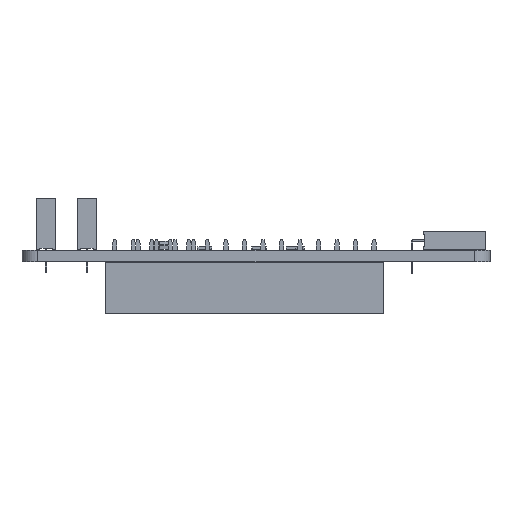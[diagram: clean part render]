
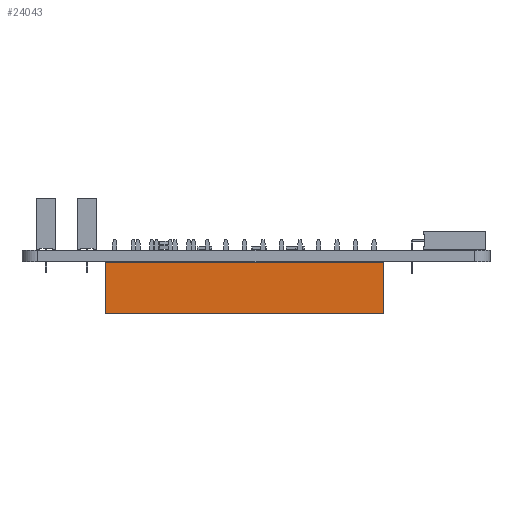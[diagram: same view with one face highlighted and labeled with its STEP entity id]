
A CAD part, left-side view. The second image highlights one B-rep face of the part: STEP entity #24043.
In plain terms, the highlighted face is planar.
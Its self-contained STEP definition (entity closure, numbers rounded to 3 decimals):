
#24043 = ADVANCED_FACE('',(#24044),#24058,.F.);
#24044 = FACE_BOUND('',#24045,.F.);
#24045 = EDGE_LOOP('',(#24046,#24081,#24109,#24137));
#24046 = ORIENTED_EDGE('',*,*,#24047,.T.);
#24047 = EDGE_CURVE('',#24048,#24050,#24052,.T.);
#24048 = VERTEX_POINT('',#24049);
#24049 = CARTESIAN_POINT('',(1.27,-36.83,0.));
#24050 = VERTEX_POINT('',#24051);
#24051 = CARTESIAN_POINT('',(1.27,-36.83,7.));
#24052 = SURFACE_CURVE('',#24053,(#24057,#24069),.PCURVE_S1.);
#24053 = LINE('',#24054,#24055);
#24054 = CARTESIAN_POINT('',(1.27,-36.83,0.));
#24055 = VECTOR('',#24056,1.);
#24056 = DIRECTION('',(0.,0.,1.));
#24057 = PCURVE('',#24058,#24063);
#24058 = PLANE('',#24059);
#24059 = AXIS2_PLACEMENT_3D('',#24060,#24061,#24062);
#24060 = CARTESIAN_POINT('',(1.27,-36.83,0.));
#24061 = DIRECTION('',(-1.,0.,0.));
#24062 = DIRECTION('',(0.,1.,0.));
#24063 = DEFINITIONAL_REPRESENTATION('',(#24064),#24068);
#24064 = LINE('',#24065,#24066);
#24065 = CARTESIAN_POINT('',(0.,0.));
#24066 = VECTOR('',#24067,1.);
#24067 = DIRECTION('',(0.,-1.));
#24068 = ( GEOMETRIC_REPRESENTATION_CONTEXT(2) 
PARAMETRIC_REPRESENTATION_CONTEXT() REPRESENTATION_CONTEXT('2D SPACE',''
  ) );
#24069 = PCURVE('',#24070,#24075);
#24070 = PLANE('',#24071);
#24071 = AXIS2_PLACEMENT_3D('',#24072,#24073,#24074);
#24072 = CARTESIAN_POINT('',(-1.27,-36.83,0.));
#24073 = DIRECTION('',(0.,1.,0.));
#24074 = DIRECTION('',(1.,0.,0.));
#24075 = DEFINITIONAL_REPRESENTATION('',(#24076),#24080);
#24076 = LINE('',#24077,#24078);
#24077 = CARTESIAN_POINT('',(2.54,0.));
#24078 = VECTOR('',#24079,1.);
#24079 = DIRECTION('',(0.,-1.));
#24080 = ( GEOMETRIC_REPRESENTATION_CONTEXT(2) 
PARAMETRIC_REPRESENTATION_CONTEXT() REPRESENTATION_CONTEXT('2D SPACE',''
  ) );
#24081 = ORIENTED_EDGE('',*,*,#24082,.T.);
#24082 = EDGE_CURVE('',#24050,#24083,#24085,.T.);
#24083 = VERTEX_POINT('',#24084);
#24084 = CARTESIAN_POINT('',(1.27,1.27,7.));
#24085 = SURFACE_CURVE('',#24086,(#24090,#24097),.PCURVE_S1.);
#24086 = LINE('',#24087,#24088);
#24087 = CARTESIAN_POINT('',(1.27,-36.83,7.));
#24088 = VECTOR('',#24089,1.);
#24089 = DIRECTION('',(0.,1.,0.));
#24090 = PCURVE('',#24058,#24091);
#24091 = DEFINITIONAL_REPRESENTATION('',(#24092),#24096);
#24092 = LINE('',#24093,#24094);
#24093 = CARTESIAN_POINT('',(0.,-7.));
#24094 = VECTOR('',#24095,1.);
#24095 = DIRECTION('',(1.,0.));
#24096 = ( GEOMETRIC_REPRESENTATION_CONTEXT(2) 
PARAMETRIC_REPRESENTATION_CONTEXT() REPRESENTATION_CONTEXT('2D SPACE',''
  ) );
#24097 = PCURVE('',#24098,#24103);
#24098 = PLANE('',#24099);
#24099 = AXIS2_PLACEMENT_3D('',#24100,#24101,#24102);
#24100 = CARTESIAN_POINT('',(1.27,-36.83,7.));
#24101 = DIRECTION('',(-0.,0.,-1.));
#24102 = DIRECTION('',(0.,-1.,-0.));
#24103 = DEFINITIONAL_REPRESENTATION('',(#24104),#24108);
#24104 = LINE('',#24105,#24106);
#24105 = CARTESIAN_POINT('',(0.,0.));
#24106 = VECTOR('',#24107,1.);
#24107 = DIRECTION('',(-1.,0.));
#24108 = ( GEOMETRIC_REPRESENTATION_CONTEXT(2) 
PARAMETRIC_REPRESENTATION_CONTEXT() REPRESENTATION_CONTEXT('2D SPACE',''
  ) );
#24109 = ORIENTED_EDGE('',*,*,#24110,.F.);
#24110 = EDGE_CURVE('',#24111,#24083,#24113,.T.);
#24111 = VERTEX_POINT('',#24112);
#24112 = CARTESIAN_POINT('',(1.27,1.27,0.));
#24113 = SURFACE_CURVE('',#24114,(#24118,#24125),.PCURVE_S1.);
#24114 = LINE('',#24115,#24116);
#24115 = CARTESIAN_POINT('',(1.27,1.27,0.));
#24116 = VECTOR('',#24117,1.);
#24117 = DIRECTION('',(0.,0.,1.));
#24118 = PCURVE('',#24058,#24119);
#24119 = DEFINITIONAL_REPRESENTATION('',(#24120),#24124);
#24120 = LINE('',#24121,#24122);
#24121 = CARTESIAN_POINT('',(38.1,0.));
#24122 = VECTOR('',#24123,1.);
#24123 = DIRECTION('',(0.,-1.));
#24124 = ( GEOMETRIC_REPRESENTATION_CONTEXT(2) 
PARAMETRIC_REPRESENTATION_CONTEXT() REPRESENTATION_CONTEXT('2D SPACE',''
  ) );
#24125 = PCURVE('',#24126,#24131);
#24126 = PLANE('',#24127);
#24127 = AXIS2_PLACEMENT_3D('',#24128,#24129,#24130);
#24128 = CARTESIAN_POINT('',(1.27,1.27,0.));
#24129 = DIRECTION('',(0.,-1.,0.));
#24130 = DIRECTION('',(-1.,0.,0.));
#24131 = DEFINITIONAL_REPRESENTATION('',(#24132),#24136);
#24132 = LINE('',#24133,#24134);
#24133 = CARTESIAN_POINT('',(0.,0.));
#24134 = VECTOR('',#24135,1.);
#24135 = DIRECTION('',(0.,-1.));
#24136 = ( GEOMETRIC_REPRESENTATION_CONTEXT(2) 
PARAMETRIC_REPRESENTATION_CONTEXT() REPRESENTATION_CONTEXT('2D SPACE',''
  ) );
#24137 = ORIENTED_EDGE('',*,*,#24138,.F.);
#24138 = EDGE_CURVE('',#24048,#24111,#24139,.T.);
#24139 = SURFACE_CURVE('',#24140,(#24144,#24151),.PCURVE_S1.);
#24140 = LINE('',#24141,#24142);
#24141 = CARTESIAN_POINT('',(1.27,-36.83,0.));
#24142 = VECTOR('',#24143,1.);
#24143 = DIRECTION('',(0.,1.,0.));
#24144 = PCURVE('',#24058,#24145);
#24145 = DEFINITIONAL_REPRESENTATION('',(#24146),#24150);
#24146 = LINE('',#24147,#24148);
#24147 = CARTESIAN_POINT('',(0.,0.));
#24148 = VECTOR('',#24149,1.);
#24149 = DIRECTION('',(1.,0.));
#24150 = ( GEOMETRIC_REPRESENTATION_CONTEXT(2) 
PARAMETRIC_REPRESENTATION_CONTEXT() REPRESENTATION_CONTEXT('2D SPACE',''
  ) );
#24151 = PCURVE('',#24152,#24157);
#24152 = PLANE('',#24153);
#24153 = AXIS2_PLACEMENT_3D('',#24154,#24155,#24156);
#24154 = CARTESIAN_POINT('',(1.27,-36.83,0.));
#24155 = DIRECTION('',(-0.,0.,-1.));
#24156 = DIRECTION('',(0.,-1.,-0.));
#24157 = DEFINITIONAL_REPRESENTATION('',(#24158),#24162);
#24158 = LINE('',#24159,#24160);
#24159 = CARTESIAN_POINT('',(0.,0.));
#24160 = VECTOR('',#24161,1.);
#24161 = DIRECTION('',(-1.,0.));
#24162 = ( GEOMETRIC_REPRESENTATION_CONTEXT(2) 
PARAMETRIC_REPRESENTATION_CONTEXT() REPRESENTATION_CONTEXT('2D SPACE',''
  ) );
